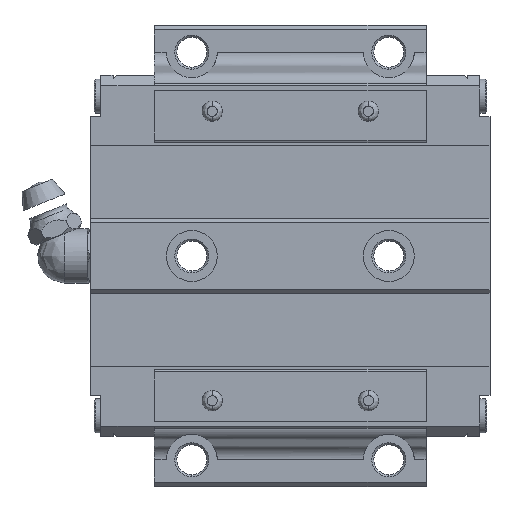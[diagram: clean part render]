
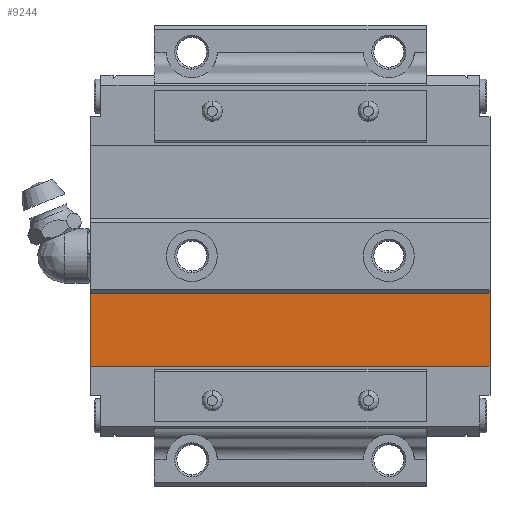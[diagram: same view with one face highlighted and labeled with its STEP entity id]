
A CAD part, front view. The second image highlights one B-rep face of the part: STEP entity #9244.
In plain terms, the highlighted planar face has unit normal (0, -1, 0).
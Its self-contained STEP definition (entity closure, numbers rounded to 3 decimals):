
#191 = CARTESIAN_POINT ( 'NONE',  ( -29.4, 8., -5.5 ) ) ;
#234 = LINE ( 'NONE', #3530, #709 ) ;
#361 = EDGE_CURVE ( 'NONE', #4603, #2392, #2059, .T. ) ;
#399 = VERTEX_POINT ( 'NONE', #3727 ) ;
#482 = EDGE_LOOP ( 'NONE', ( #596, #3616, #4240, #1859 ) ) ;
#576 = VECTOR ( 'NONE', #4478, 1000. ) ;
#596 = ORIENTED_EDGE ( 'NONE', *, *, #1370, .T. ) ;
#709 = VECTOR ( 'NONE', #6793, 1000. ) ;
#894 = VECTOR ( 'NONE', #2937, 1000. ) ;
#1336 = DIRECTION ( 'NONE',  ( 0., -1., 0. ) ) ;
#1370 = EDGE_CURVE ( 'NONE', #2392, #399, #2213, .T. ) ;
#1859 = ORIENTED_EDGE ( 'NONE', *, *, #361, .T. ) ;
#1901 = VECTOR ( 'NONE', #3627, 1000. ) ;
#2059 = LINE ( 'NONE', #2819, #576 ) ;
#2213 = LINE ( 'NONE', #7676, #1901 ) ;
#2392 = VERTEX_POINT ( 'NONE', #3045 ) ;
#2707 = EDGE_CURVE ( 'NONE', #399, #10009, #234, .T. ) ;
#2819 = CARTESIAN_POINT ( 'NONE',  ( 29.4, 8., -16.885 ) ) ;
#2937 = DIRECTION ( 'NONE',  ( 0., 0., -1. ) ) ;
#3045 = CARTESIAN_POINT ( 'NONE',  ( 29.4, 8., -16.885 ) ) ;
#3120 = FACE_OUTER_BOUND ( 'NONE', #482, .T. ) ;
#3530 = CARTESIAN_POINT ( 'NONE',  ( 29.4, 8., -5.5 ) ) ;
#3616 = ORIENTED_EDGE ( 'NONE', *, *, #2707, .T. ) ;
#3627 = DIRECTION ( 'NONE',  ( 0., 0., 1. ) ) ;
#3727 = CARTESIAN_POINT ( 'NONE',  ( 29.4, 8., -5.5 ) ) ;
#4240 = ORIENTED_EDGE ( 'NONE', *, *, #5559, .T. ) ;
#4478 = DIRECTION ( 'NONE',  ( 1., 0., 0. ) ) ;
#4603 = VERTEX_POINT ( 'NONE', #8423 ) ;
#4610 = DIRECTION ( 'NONE',  ( 0., 0., -1. ) ) ;
#5348 = LINE ( 'NONE', #9385, #894 ) ;
#5559 = EDGE_CURVE ( 'NONE', #10009, #4603, #5348, .T. ) ;
#6793 = DIRECTION ( 'NONE',  ( -1., 0., 0. ) ) ;
#7676 = CARTESIAN_POINT ( 'NONE',  ( 29.4, 8., -16.885 ) ) ;
#8028 = PLANE ( 'NONE',  #9594 ) ;
#8423 = CARTESIAN_POINT ( 'NONE',  ( -29.4, 8., -16.885 ) ) ;
#9244 = ADVANCED_FACE ( 'NONE', ( #3120 ), #8028, .T. ) ;
#9385 = CARTESIAN_POINT ( 'NONE',  ( -29.4, 8., -16.885 ) ) ;
#9594 = AXIS2_PLACEMENT_3D ( 'NONE', #10406, #1336, #4610 ) ;
#10009 = VERTEX_POINT ( 'NONE', #191 ) ;
#10406 = CARTESIAN_POINT ( 'NONE',  ( 29.4, 8., -16.885 ) ) ;
